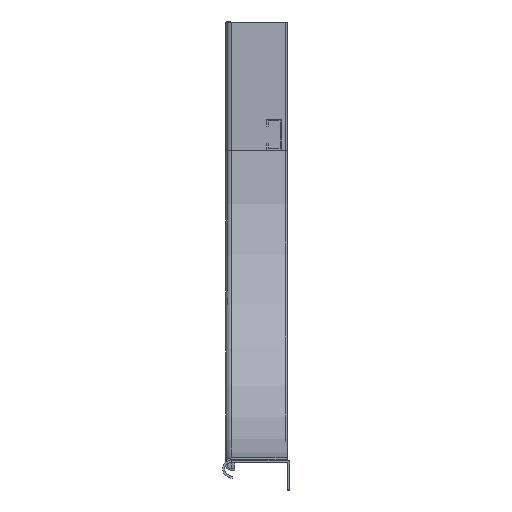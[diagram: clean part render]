
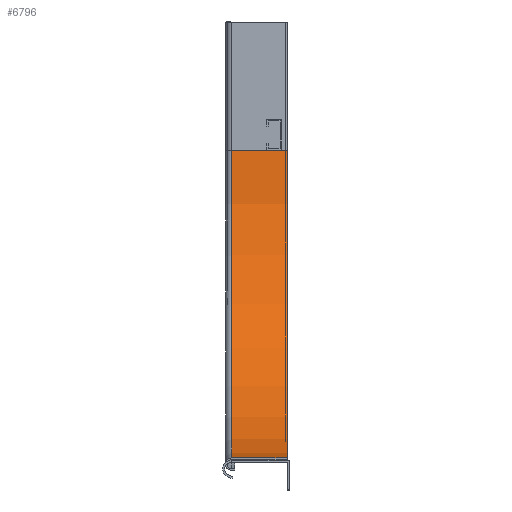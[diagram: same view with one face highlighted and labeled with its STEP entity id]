
A CAD part, left-side view. The second image highlights one B-rep face of the part: STEP entity #6796.
In plain terms, the highlighted cylindrical face has radius 300 mm (diameter 600 mm), a partial arc.
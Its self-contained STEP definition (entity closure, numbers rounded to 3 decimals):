
#363 = CARTESIAN_POINT ( 'NONE',  ( 300., 54., -125. ) ) ;
#740 = CYLINDRICAL_SURFACE ( 'NONE', #11845, 300. ) ;
#767 = ORIENTED_EDGE ( 'NONE', *, *, #7614, .F. ) ;
#824 = DIRECTION ( 'NONE',  ( 1., 0., 0. ) ) ;
#1367 = DIRECTION ( 'NONE',  ( 0., 0., -1. ) ) ;
#2386 = CARTESIAN_POINT ( 'NONE',  ( 0., 2.5, -125. ) ) ;
#2482 = EDGE_CURVE ( 'NONE', #6563, #6496, #7357, .T. ) ;
#3249 = CIRCLE ( 'NONE', #11217, 300. ) ;
#3428 = CARTESIAN_POINT ( 'NONE',  ( 0., 54., -125. ) ) ;
#4311 = EDGE_LOOP ( 'NONE', ( #4450, #4773, #6067, #767 ) ) ;
#4450 = ORIENTED_EDGE ( 'NONE', *, *, #2482, .F. ) ;
#4554 = CARTESIAN_POINT ( 'NONE',  ( 0., 0., -125. ) ) ;
#4670 = VECTOR ( 'NONE', #8308, 1000. ) ;
#4773 = ORIENTED_EDGE ( 'NONE', *, *, #11306, .T. ) ;
#6022 = VECTOR ( 'NONE', #12786, 1000. ) ;
#6067 = ORIENTED_EDGE ( 'NONE', *, *, #12926, .T. ) ;
#6496 = VERTEX_POINT ( 'NONE', #3428 ) ;
#6563 = VERTEX_POINT ( 'NONE', #4554 ) ;
#6796 = ADVANCED_FACE ( 'NONE', ( #11452 ), #740, .F. ) ;
#6828 = DIRECTION ( 'NONE',  ( 0., -1., 0. ) ) ;
#7214 = CIRCLE ( 'NONE', #7660, 300. ) ;
#7357 = LINE ( 'NONE', #2386, #4670 ) ;
#7406 = DIRECTION ( 'NONE',  ( 0., -1., 0. ) ) ;
#7614 = EDGE_CURVE ( 'NONE', #6496, #9965, #7214, .T. ) ;
#7660 = AXIS2_PLACEMENT_3D ( 'NONE', #363, #7406, #1367 ) ;
#8308 = DIRECTION ( 'NONE',  ( 0., 1., 0. ) ) ;
#8765 = CARTESIAN_POINT ( 'NONE',  ( 300., 2.5, -425. ) ) ;
#8950 = CARTESIAN_POINT ( 'NONE',  ( 300., 0., -125. ) ) ;
#9853 = CARTESIAN_POINT ( 'NONE',  ( 300., 54., -425. ) ) ;
#9965 = VERTEX_POINT ( 'NONE', #9853 ) ;
#10061 = CARTESIAN_POINT ( 'NONE',  ( 300., 0., -425. ) ) ;
#10931 = DIRECTION ( 'NONE',  ( 0., 0., -1. ) ) ;
#11217 = AXIS2_PLACEMENT_3D ( 'NONE', #12888, #6828, #824 ) ;
#11306 = EDGE_CURVE ( 'NONE', #6563, #12566, #3249, .T. ) ;
#11396 = LINE ( 'NONE', #8765, #6022 ) ;
#11452 = FACE_OUTER_BOUND ( 'NONE', #4311, .T. ) ;
#11845 = AXIS2_PLACEMENT_3D ( 'NONE', #8950, #11956, #10931 ) ;
#11956 = DIRECTION ( 'NONE',  ( 0., -1., 0. ) ) ;
#12566 = VERTEX_POINT ( 'NONE', #10061 ) ;
#12786 = DIRECTION ( 'NONE',  ( 0., 1., 0. ) ) ;
#12888 = CARTESIAN_POINT ( 'NONE',  ( 300., 0., -125. ) ) ;
#12926 = EDGE_CURVE ( 'NONE', #12566, #9965, #11396, .T. ) ;
